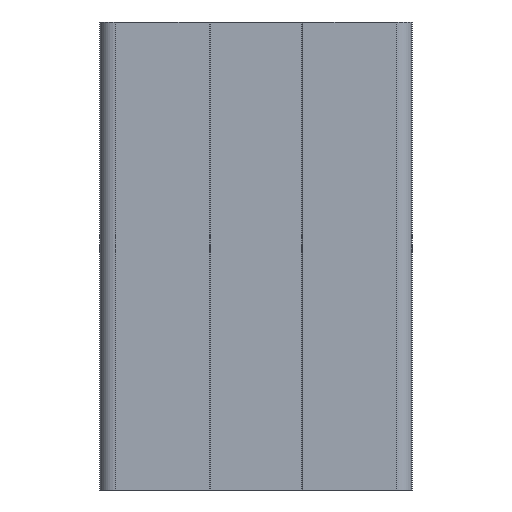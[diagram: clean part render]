
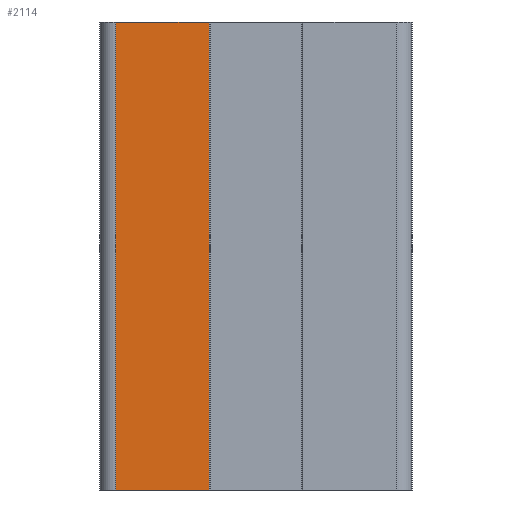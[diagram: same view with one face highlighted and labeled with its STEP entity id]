
A CAD part, front view. The second image highlights one B-rep face of the part: STEP entity #2114.
In plain terms, the highlighted planar face has unit normal (0, -1, 0).
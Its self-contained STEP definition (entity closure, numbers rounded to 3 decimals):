
#138 = LINE ( 'NONE', #2612, #1979 ) ;
#722 = EDGE_CURVE ( 'NONE', #1299, #847, #2157, .T. ) ;
#777 = EDGE_CURVE ( 'NONE', #3631, #4258, #138, .T. ) ;
#796 = PLANE ( 'NONE',  #1884 ) ;
#847 = VERTEX_POINT ( 'NONE', #4298 ) ;
#854 = EDGE_LOOP ( 'NONE', ( #1939, #2607, #4793, #1528 ) ) ;
#971 = CARTESIAN_POINT ( 'NONE',  ( -9., -40., 30. ) ) ;
#1299 = VERTEX_POINT ( 'NONE', #1751 ) ;
#1305 = EDGE_CURVE ( 'NONE', #1299, #3631, #2949, .T. ) ;
#1421 = DIRECTION ( 'NONE',  ( 1., 0., 0. ) ) ;
#1455 = CARTESIAN_POINT ( 'NONE',  ( -9., -40., 30. ) ) ;
#1528 = ORIENTED_EDGE ( 'NONE', *, *, #1305, .T. ) ;
#1751 = CARTESIAN_POINT ( 'NONE',  ( -9., -40., 30. ) ) ;
#1884 = AXIS2_PLACEMENT_3D ( 'NONE', #2839, #2441, #2458 ) ;
#1939 = ORIENTED_EDGE ( 'NONE', *, *, #777, .T. ) ;
#1979 = VECTOR ( 'NONE', #1421, 1000. ) ;
#2114 = ADVANCED_FACE ( 'NONE', ( #3009 ), #796, .F. ) ;
#2157 = LINE ( 'NONE', #1455, #4410 ) ;
#2193 = DIRECTION ( 'NONE',  ( 0., 0., -1. ) ) ;
#2258 = CARTESIAN_POINT ( 'NONE',  ( -3., -40., 0. ) ) ;
#2441 = DIRECTION ( 'NONE',  ( 0., 1., 0. ) ) ;
#2458 = DIRECTION ( 'NONE',  ( 0., 0., 1. ) ) ;
#2607 = ORIENTED_EDGE ( 'NONE', *, *, #4179, .F. ) ;
#2612 = CARTESIAN_POINT ( 'NONE',  ( -9., -40., 0. ) ) ;
#2839 = CARTESIAN_POINT ( 'NONE',  ( -9., -40., 30. ) ) ;
#2949 = LINE ( 'NONE', #971, #4599 ) ;
#3009 = FACE_OUTER_BOUND ( 'NONE', #854, .T. ) ;
#3307 = LINE ( 'NONE', #4126, #4159 ) ;
#3631 = VERTEX_POINT ( 'NONE', #4751 ) ;
#3742 = DIRECTION ( 'NONE',  ( 1., 0., 0. ) ) ;
#4126 = CARTESIAN_POINT ( 'NONE',  ( -3., -40., 30. ) ) ;
#4159 = VECTOR ( 'NONE', #2193, 1000. ) ;
#4179 = EDGE_CURVE ( 'NONE', #847, #4258, #3307, .T. ) ;
#4258 = VERTEX_POINT ( 'NONE', #2258 ) ;
#4298 = CARTESIAN_POINT ( 'NONE',  ( -3., -40., 30. ) ) ;
#4410 = VECTOR ( 'NONE', #3742, 1000. ) ;
#4476 = DIRECTION ( 'NONE',  ( 0., 0., -1. ) ) ;
#4599 = VECTOR ( 'NONE', #4476, 1000. ) ;
#4751 = CARTESIAN_POINT ( 'NONE',  ( -9., -40., 0. ) ) ;
#4793 = ORIENTED_EDGE ( 'NONE', *, *, #722, .F. ) ;
